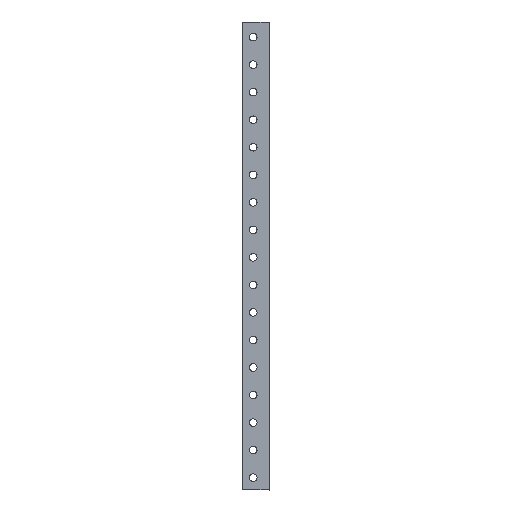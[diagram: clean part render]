
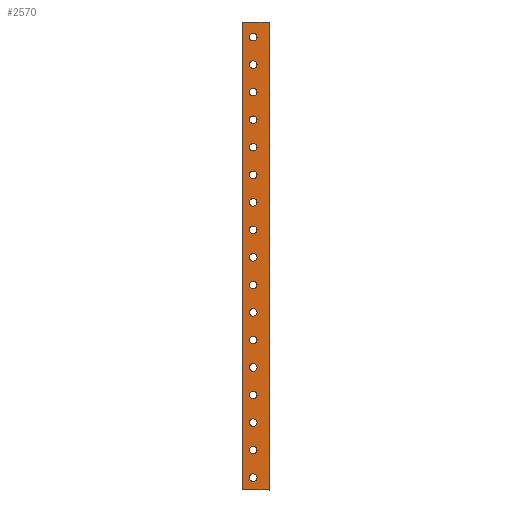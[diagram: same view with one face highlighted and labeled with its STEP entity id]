
A CAD part, left-side view. The second image highlights one B-rep face of the part: STEP entity #2570.
In plain terms, the highlighted planar face has unit normal (-1, 0, 0).
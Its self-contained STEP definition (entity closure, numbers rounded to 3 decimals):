
#99=FACE_BOUND('',#459,.T.);
#100=FACE_BOUND('',#460,.T.);
#101=FACE_BOUND('',#461,.T.);
#102=FACE_BOUND('',#462,.T.);
#103=FACE_BOUND('',#463,.T.);
#104=FACE_BOUND('',#464,.T.);
#105=FACE_BOUND('',#465,.T.);
#106=FACE_BOUND('',#466,.T.);
#107=FACE_BOUND('',#467,.T.);
#108=FACE_BOUND('',#468,.T.);
#109=FACE_BOUND('',#469,.T.);
#110=FACE_BOUND('',#470,.T.);
#111=FACE_BOUND('',#471,.T.);
#112=FACE_BOUND('',#472,.T.);
#113=FACE_BOUND('',#473,.T.);
#114=FACE_BOUND('',#474,.T.);
#115=FACE_BOUND('',#475,.T.);
#218=CIRCLE('',#2748,4.1);
#219=CIRCLE('',#2749,4.1);
#220=CIRCLE('',#2750,4.1);
#221=CIRCLE('',#2751,4.1);
#222=CIRCLE('',#2752,4.1);
#223=CIRCLE('',#2753,4.1);
#224=CIRCLE('',#2754,4.1);
#225=CIRCLE('',#2755,4.1);
#226=CIRCLE('',#2756,4.1);
#227=CIRCLE('',#2757,4.1);
#228=CIRCLE('',#2758,4.1);
#229=CIRCLE('',#2759,4.1);
#230=CIRCLE('',#2760,4.1);
#231=CIRCLE('',#2761,4.1);
#232=CIRCLE('',#2762,4.1);
#233=CIRCLE('',#2763,4.1);
#234=CIRCLE('',#2764,4.1);
#321=FACE_OUTER_BOUND('',#458,.T.);
#458=EDGE_LOOP('',(#1764,#1765,#1766,#1767,#1768,#1769));
#459=EDGE_LOOP('',(#1770));
#460=EDGE_LOOP('',(#1771));
#461=EDGE_LOOP('',(#1772));
#462=EDGE_LOOP('',(#1773));
#463=EDGE_LOOP('',(#1774));
#464=EDGE_LOOP('',(#1775));
#465=EDGE_LOOP('',(#1776));
#466=EDGE_LOOP('',(#1777));
#467=EDGE_LOOP('',(#1778));
#468=EDGE_LOOP('',(#1779));
#469=EDGE_LOOP('',(#1780));
#470=EDGE_LOOP('',(#1781));
#471=EDGE_LOOP('',(#1782));
#472=EDGE_LOOP('',(#1783));
#473=EDGE_LOOP('',(#1784));
#474=EDGE_LOOP('',(#1785));
#475=EDGE_LOOP('',(#1786));
#669=LINE('',#3717,#887);
#704=LINE('',#3856,#922);
#705=LINE('',#3858,#923);
#706=LINE('',#3860,#924);
#707=LINE('',#3862,#925);
#708=LINE('',#3863,#926);
#887=VECTOR('',#2979,10.);
#922=VECTOR('',#3084,10.);
#923=VECTOR('',#3085,10.);
#924=VECTOR('',#3086,10.);
#925=VECTOR('',#3087,10.);
#926=VECTOR('',#3088,10.);
#1099=VERTEX_POINT('',#3703);
#1105=VERTEX_POINT('',#3715);
#1174=VERTEX_POINT('',#3855);
#1175=VERTEX_POINT('',#3857);
#1176=VERTEX_POINT('',#3859);
#1177=VERTEX_POINT('',#3861);
#1178=VERTEX_POINT('',#3864);
#1179=VERTEX_POINT('',#3866);
#1180=VERTEX_POINT('',#3868);
#1181=VERTEX_POINT('',#3870);
#1182=VERTEX_POINT('',#3872);
#1183=VERTEX_POINT('',#3874);
#1184=VERTEX_POINT('',#3876);
#1185=VERTEX_POINT('',#3878);
#1186=VERTEX_POINT('',#3880);
#1187=VERTEX_POINT('',#3882);
#1188=VERTEX_POINT('',#3884);
#1189=VERTEX_POINT('',#3886);
#1190=VERTEX_POINT('',#3888);
#1191=VERTEX_POINT('',#3890);
#1192=VERTEX_POINT('',#3892);
#1193=VERTEX_POINT('',#3894);
#1194=VERTEX_POINT('',#3896);
#1341=EDGE_CURVE('',#1099,#1105,#669,.T.);
#1410=EDGE_CURVE('',#1174,#1105,#704,.T.);
#1411=EDGE_CURVE('',#1174,#1175,#705,.T.);
#1412=EDGE_CURVE('',#1175,#1176,#706,.T.);
#1413=EDGE_CURVE('',#1176,#1177,#707,.T.);
#1414=EDGE_CURVE('',#1177,#1099,#708,.T.);
#1415=EDGE_CURVE('',#1178,#1178,#218,.T.);
#1416=EDGE_CURVE('',#1179,#1179,#219,.T.);
#1417=EDGE_CURVE('',#1180,#1180,#220,.T.);
#1418=EDGE_CURVE('',#1181,#1181,#221,.T.);
#1419=EDGE_CURVE('',#1182,#1182,#222,.T.);
#1420=EDGE_CURVE('',#1183,#1183,#223,.T.);
#1421=EDGE_CURVE('',#1184,#1184,#224,.T.);
#1422=EDGE_CURVE('',#1185,#1185,#225,.T.);
#1423=EDGE_CURVE('',#1186,#1186,#226,.T.);
#1424=EDGE_CURVE('',#1187,#1187,#227,.T.);
#1425=EDGE_CURVE('',#1188,#1188,#228,.T.);
#1426=EDGE_CURVE('',#1189,#1189,#229,.T.);
#1427=EDGE_CURVE('',#1190,#1190,#230,.T.);
#1428=EDGE_CURVE('',#1191,#1191,#231,.T.);
#1429=EDGE_CURVE('',#1192,#1192,#232,.T.);
#1430=EDGE_CURVE('',#1193,#1193,#233,.T.);
#1431=EDGE_CURVE('',#1194,#1194,#234,.T.);
#1764=ORIENTED_EDGE('',*,*,#1341,.T.);
#1765=ORIENTED_EDGE('',*,*,#1410,.F.);
#1766=ORIENTED_EDGE('',*,*,#1411,.T.);
#1767=ORIENTED_EDGE('',*,*,#1412,.T.);
#1768=ORIENTED_EDGE('',*,*,#1413,.T.);
#1769=ORIENTED_EDGE('',*,*,#1414,.T.);
#1770=ORIENTED_EDGE('',*,*,#1415,.T.);
#1771=ORIENTED_EDGE('',*,*,#1416,.T.);
#1772=ORIENTED_EDGE('',*,*,#1417,.T.);
#1773=ORIENTED_EDGE('',*,*,#1418,.T.);
#1774=ORIENTED_EDGE('',*,*,#1419,.T.);
#1775=ORIENTED_EDGE('',*,*,#1420,.T.);
#1776=ORIENTED_EDGE('',*,*,#1421,.T.);
#1777=ORIENTED_EDGE('',*,*,#1422,.T.);
#1778=ORIENTED_EDGE('',*,*,#1423,.T.);
#1779=ORIENTED_EDGE('',*,*,#1424,.T.);
#1780=ORIENTED_EDGE('',*,*,#1425,.T.);
#1781=ORIENTED_EDGE('',*,*,#1426,.T.);
#1782=ORIENTED_EDGE('',*,*,#1427,.T.);
#1783=ORIENTED_EDGE('',*,*,#1428,.T.);
#1784=ORIENTED_EDGE('',*,*,#1429,.T.);
#1785=ORIENTED_EDGE('',*,*,#1430,.T.);
#1786=ORIENTED_EDGE('',*,*,#1431,.T.);
#2397=PLANE('',#2747);
#2570=ADVANCED_FACE('',(#321,#99,#100,#101,#102,#103,#104,#105,#106,#107,
#108,#109,#110,#111,#112,#113,#114,#115),#2397,.F.);
#2747=AXIS2_PLACEMENT_3D('',#3854,#3082,#3083);
#2748=AXIS2_PLACEMENT_3D('',#3865,#3089,#3090);
#2749=AXIS2_PLACEMENT_3D('',#3867,#3091,#3092);
#2750=AXIS2_PLACEMENT_3D('',#3869,#3093,#3094);
#2751=AXIS2_PLACEMENT_3D('',#3871,#3095,#3096);
#2752=AXIS2_PLACEMENT_3D('',#3873,#3097,#3098);
#2753=AXIS2_PLACEMENT_3D('',#3875,#3099,#3100);
#2754=AXIS2_PLACEMENT_3D('',#3877,#3101,#3102);
#2755=AXIS2_PLACEMENT_3D('',#3879,#3103,#3104);
#2756=AXIS2_PLACEMENT_3D('',#3881,#3105,#3106);
#2757=AXIS2_PLACEMENT_3D('',#3883,#3107,#3108);
#2758=AXIS2_PLACEMENT_3D('',#3885,#3109,#3110);
#2759=AXIS2_PLACEMENT_3D('',#3887,#3111,#3112);
#2760=AXIS2_PLACEMENT_3D('',#3889,#3113,#3114);
#2761=AXIS2_PLACEMENT_3D('',#3891,#3115,#3116);
#2762=AXIS2_PLACEMENT_3D('',#3893,#3117,#3118);
#2763=AXIS2_PLACEMENT_3D('',#3895,#3119,#3120);
#2764=AXIS2_PLACEMENT_3D('',#3897,#3121,#3122);
#2979=DIRECTION('',(0.,0.,1.));
#3082=DIRECTION('center_axis',(1.,0.,0.));
#3083=DIRECTION('ref_axis',(0.,0.,1.));
#3084=DIRECTION('',(0.,-1.,0.));
#3085=DIRECTION('',(0.,1.,0.));
#3086=DIRECTION('',(0.,0.,-1.));
#3087=DIRECTION('',(0.,-1.,0.));
#3088=DIRECTION('',(0.,-1.,0.));
#3089=DIRECTION('center_axis',(1.,0.,0.));
#3090=DIRECTION('ref_axis',(0.,1.,0.));
#3091=DIRECTION('center_axis',(1.,0.,0.));
#3092=DIRECTION('ref_axis',(0.,1.,0.));
#3093=DIRECTION('center_axis',(1.,0.,0.));
#3094=DIRECTION('ref_axis',(0.,1.,0.));
#3095=DIRECTION('center_axis',(1.,0.,0.));
#3096=DIRECTION('ref_axis',(0.,1.,0.));
#3097=DIRECTION('center_axis',(1.,0.,0.));
#3098=DIRECTION('ref_axis',(0.,1.,0.));
#3099=DIRECTION('center_axis',(1.,0.,0.));
#3100=DIRECTION('ref_axis',(0.,1.,0.));
#3101=DIRECTION('center_axis',(1.,0.,0.));
#3102=DIRECTION('ref_axis',(0.,1.,0.));
#3103=DIRECTION('center_axis',(1.,0.,0.));
#3104=DIRECTION('ref_axis',(0.,1.,0.));
#3105=DIRECTION('center_axis',(1.,0.,0.));
#3106=DIRECTION('ref_axis',(0.,1.,0.));
#3107=DIRECTION('center_axis',(1.,0.,0.));
#3108=DIRECTION('ref_axis',(0.,1.,0.));
#3109=DIRECTION('center_axis',(1.,0.,0.));
#3110=DIRECTION('ref_axis',(0.,1.,0.));
#3111=DIRECTION('center_axis',(1.,0.,0.));
#3112=DIRECTION('ref_axis',(0.,1.,0.));
#3113=DIRECTION('center_axis',(1.,0.,0.));
#3114=DIRECTION('ref_axis',(0.,1.,0.));
#3115=DIRECTION('center_axis',(1.,0.,0.));
#3116=DIRECTION('ref_axis',(0.,1.,0.));
#3117=DIRECTION('center_axis',(1.,0.,0.));
#3118=DIRECTION('ref_axis',(0.,1.,0.));
#3119=DIRECTION('center_axis',(1.,0.,0.));
#3120=DIRECTION('ref_axis',(0.,1.,0.));
#3121=DIRECTION('center_axis',(1.,0.,0.));
#3122=DIRECTION('ref_axis',(0.,1.,0.));
#3703=CARTESIAN_POINT('',(-62.821,0.,-510.));
#3715=CARTESIAN_POINT('',(-62.821,0.,0.));
#3717=CARTESIAN_POINT('',(-62.821,0.,-255.));
#3854=CARTESIAN_POINT('Origin',(-62.821,-15.499,-255.));
#3855=CARTESIAN_POINT('',(-62.821,3.5,0.));
#3856=CARTESIAN_POINT('',(-62.821,-6.,0.));
#3857=CARTESIAN_POINT('',(-62.821,29.001,0.));
#3858=CARTESIAN_POINT('',(-62.821,-59.999,0.));
#3859=CARTESIAN_POINT('',(-62.821,29.001,-510.));
#3860=CARTESIAN_POINT('',(-62.821,29.001,0.));
#3861=CARTESIAN_POINT('',(-62.821,3.5,-510.));
#3862=CARTESIAN_POINT('',(-62.821,29.001,-510.));
#3863=CARTESIAN_POINT('',(-62.821,-9.125,-510.));
#3864=CARTESIAN_POINT('',(-62.821,13.401,-496.5));
#3865=CARTESIAN_POINT('Origin',(-62.821,17.501,-496.5));
#3866=CARTESIAN_POINT('',(-62.821,13.401,-466.5));
#3867=CARTESIAN_POINT('Origin',(-62.821,17.501,-466.5));
#3868=CARTESIAN_POINT('',(-62.821,13.401,-436.5));
#3869=CARTESIAN_POINT('Origin',(-62.821,17.501,-436.5));
#3870=CARTESIAN_POINT('',(-62.821,13.401,-406.5));
#3871=CARTESIAN_POINT('Origin',(-62.821,17.501,-406.5));
#3872=CARTESIAN_POINT('',(-62.821,13.401,-376.5));
#3873=CARTESIAN_POINT('Origin',(-62.821,17.501,-376.5));
#3874=CARTESIAN_POINT('',(-62.821,13.401,-346.5));
#3875=CARTESIAN_POINT('Origin',(-62.821,17.501,-346.5));
#3876=CARTESIAN_POINT('',(-62.821,13.401,-316.5));
#3877=CARTESIAN_POINT('Origin',(-62.821,17.501,-316.5));
#3878=CARTESIAN_POINT('',(-62.821,13.401,-286.5));
#3879=CARTESIAN_POINT('Origin',(-62.821,17.501,-286.5));
#3880=CARTESIAN_POINT('',(-62.821,13.401,-256.5));
#3881=CARTESIAN_POINT('Origin',(-62.821,17.501,-256.5));
#3882=CARTESIAN_POINT('',(-62.821,13.401,-226.5));
#3883=CARTESIAN_POINT('Origin',(-62.821,17.501,-226.5));
#3884=CARTESIAN_POINT('',(-62.821,13.401,-196.5));
#3885=CARTESIAN_POINT('Origin',(-62.821,17.501,-196.5));
#3886=CARTESIAN_POINT('',(-62.821,13.401,-166.5));
#3887=CARTESIAN_POINT('Origin',(-62.821,17.501,-166.5));
#3888=CARTESIAN_POINT('',(-62.821,13.401,-136.5));
#3889=CARTESIAN_POINT('Origin',(-62.821,17.501,-136.5));
#3890=CARTESIAN_POINT('',(-62.821,13.401,-106.5));
#3891=CARTESIAN_POINT('Origin',(-62.821,17.501,-106.5));
#3892=CARTESIAN_POINT('',(-62.821,13.401,-76.5));
#3893=CARTESIAN_POINT('Origin',(-62.821,17.501,-76.5));
#3894=CARTESIAN_POINT('',(-62.821,13.401,-46.5));
#3895=CARTESIAN_POINT('Origin',(-62.821,17.501,-46.5));
#3896=CARTESIAN_POINT('',(-62.821,13.401,-16.5));
#3897=CARTESIAN_POINT('Origin',(-62.821,17.501,-16.5));
